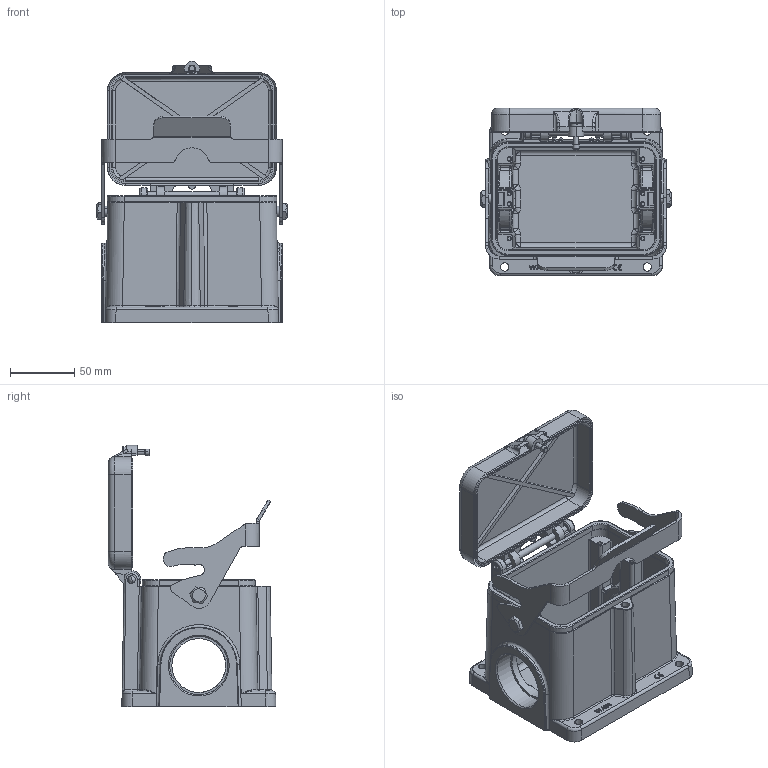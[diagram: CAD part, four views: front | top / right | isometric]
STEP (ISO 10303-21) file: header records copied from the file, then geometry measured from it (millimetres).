
FILE_DESCRIPTION(/* description */ (''),/* implementation_level */ '2;1');
FILE_NAME(/* name */ '3D_1110482651033_H48B-SF-1L_S-CV-2PG36_V1.1.stp',/* time_stamp */ '2024-02-04T14:51:11+08:00',/* author */ (''),/* organization */ (''),/* preprocessor_version */ 'ST-DEVELOPER v18.1',/* originating_system */ 'SIEMENS PLM Software NX 1980',/* authorisation */ '');
FILE_SCHEMA (('TECHNICAL_DATA_PACKAGING'));
Length unit declared in the file: millimetre
Products named in the file (1): 3D_1110482651013_H48B-SF-1L_S-CV-PG36_V1.1_stp
Bounding box: 148.7 x 130.6 x 203.68 mm (x, y, z)
Volume: 492500.4 mm3; surface area: 183770.6 mm2
Topology: 1 solids, 1 shells, 1014 faces, 2597 edges, 1614 vertices
Faces by surface type: cylinder 429, plane 354, torus 132, bspline 61, sphere 22, cone 16
Full cylindrical faces by diameter (mm): 42 x1, 45.4 x1
Entity records: 35951 total; most frequent: CARTESIAN_POINT 13915, ORIENTED_EDGE 5168, DIRECTION 3636, EDGE_CURVE 2584, VERTEX_POINT 1609, AXIS2_PLACEMENT_3D 1269, LINE 1098, VECTOR 1098
